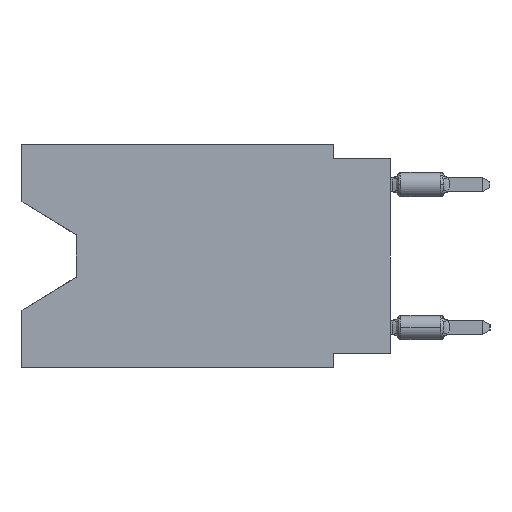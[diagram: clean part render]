
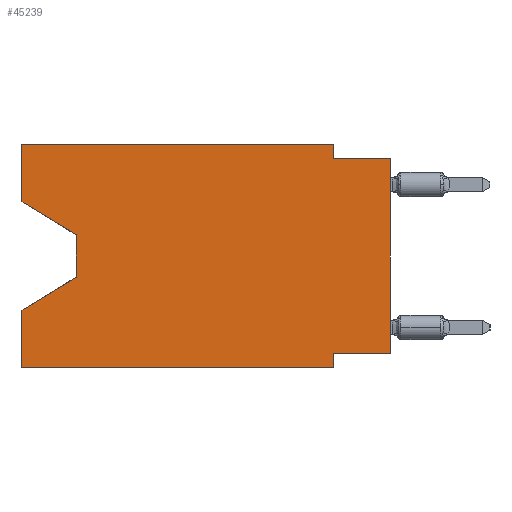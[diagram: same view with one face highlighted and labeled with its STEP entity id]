
A CAD part, left-side view. The second image highlights one B-rep face of the part: STEP entity #45239.
In plain terms, the highlighted planar face has unit normal (-1, 0, 0).
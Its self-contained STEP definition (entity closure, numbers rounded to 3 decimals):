
#247 = CARTESIAN_POINT ( 'NONE',  ( 0., 16.383, -2.546 ) ) ;
#619 = VECTOR ( 'NONE', #45111, 1000. ) ;
#645 = CARTESIAN_POINT ( 'NONE',  ( 0., 13.97, -4.013 ) ) ;
#1001 = VERTEX_POINT ( 'NONE', #48118 ) ;
#1433 = DIRECTION ( 'NONE',  ( 0., -1., 0. ) ) ;
#1435 = EDGE_CURVE ( 'NONE', #4349, #29748, #47312, .T. ) ;
#2174 = CARTESIAN_POINT ( 'NONE',  ( 0., 2.54, 0. ) ) ;
#2712 = CARTESIAN_POINT ( 'NONE',  ( 0., 16.383, 0. ) ) ;
#2919 = VECTOR ( 'NONE', #16467, 1000. ) ;
#3076 = DIRECTION ( 'NONE',  ( 0., 0., 1. ) ) ;
#4349 = VERTEX_POINT ( 'NONE', #28311 ) ;
#5323 = VECTOR ( 'NONE', #35234, 1000. ) ;
#5708 = VECTOR ( 'NONE', #17678, 1000. ) ;
#5727 = DIRECTION ( 'NONE',  ( 0., 1., 0. ) ) ;
#5818 = LINE ( 'NONE', #36316, #34989 ) ;
#6681 = VERTEX_POINT ( 'NONE', #12194 ) ;
#6981 = DIRECTION ( 'NONE',  ( 0., 0., 1. ) ) ;
#7319 = EDGE_CURVE ( 'NONE', #28702, #49338, #47853, .T. ) ;
#7995 = LINE ( 'NONE', #26461, #30533 ) ;
#8504 = VECTOR ( 'NONE', #6981, 1000. ) ;
#9508 = ORIENTED_EDGE ( 'NONE', *, *, #18529, .F. ) ;
#10888 = VERTEX_POINT ( 'NONE', #15514 ) ;
#12013 = CARTESIAN_POINT ( 'NONE',  ( 0., 0., -9.271 ) ) ;
#12194 = CARTESIAN_POINT ( 'NONE',  ( 0., 0., -9.271 ) ) ;
#12241 = VECTOR ( 'NONE', #1433, 1000. ) ;
#12484 = CARTESIAN_POINT ( 'NONE',  ( 0., 16.383, 0. ) ) ;
#12881 = EDGE_CURVE ( 'NONE', #19558, #28702, #24693, .T. ) ;
#13257 = FACE_OUTER_BOUND ( 'NONE', #14124, .T. ) ;
#14038 = VECTOR ( 'NONE', #29625, 1000. ) ;
#14124 = EDGE_LOOP ( 'NONE', ( #43221, #35671, #32772, #28671, #22354, #24742, #32117, #35131, #9508, #35304, #41697, #26960 ) ) ;
#14260 = CARTESIAN_POINT ( 'NONE',  ( 0., 16.383, 0. ) ) ;
#14383 = LINE ( 'NONE', #22123, #14038 ) ;
#15245 = CARTESIAN_POINT ( 'NONE',  ( 0., 2.54, 0. ) ) ;
#15514 = CARTESIAN_POINT ( 'NONE',  ( 0., 2.54, -9.271 ) ) ;
#16467 = DIRECTION ( 'NONE',  ( 0., 0., 1. ) ) ;
#17500 = PLANE ( 'NONE',  #28160 ) ;
#17678 = DIRECTION ( 'NONE',  ( 0., -1., 0. ) ) ;
#18164 = CARTESIAN_POINT ( 'NONE',  ( 0., 16.383, 0. ) ) ;
#18529 = EDGE_CURVE ( 'NONE', #49338, #21159, #14383, .T. ) ;
#18924 = CARTESIAN_POINT ( 'NONE',  ( 0., 16.383, -9.906 ) ) ;
#19558 = VERTEX_POINT ( 'NONE', #18164 ) ;
#20853 = VECTOR ( 'NONE', #40352, 1000. ) ;
#21159 = VERTEX_POINT ( 'NONE', #39646 ) ;
#21477 = CARTESIAN_POINT ( 'NONE',  ( 0., 16.383, 0. ) ) ;
#21764 = CARTESIAN_POINT ( 'NONE',  ( 0., 2.54, -0.635 ) ) ;
#21962 = LINE ( 'NONE', #21477, #8504 ) ;
#22123 = CARTESIAN_POINT ( 'NONE',  ( 0., 0., -0.635 ) ) ;
#22354 = ORIENTED_EDGE ( 'NONE', *, *, #27507, .T. ) ;
#24693 = LINE ( 'NONE', #2712, #5708 ) ;
#24742 = ORIENTED_EDGE ( 'NONE', *, *, #26826, .F. ) ;
#24977 = VERTEX_POINT ( 'NONE', #35826 ) ;
#25111 = CARTESIAN_POINT ( 'NONE',  ( 0., 13.97, -4.013 ) ) ;
#26461 = CARTESIAN_POINT ( 'NONE',  ( 0., 2.54, -9.906 ) ) ;
#26826 = EDGE_CURVE ( 'NONE', #10888, #24977, #7995, .T. ) ;
#26881 = VECTOR ( 'NONE', #36052, 1000. ) ;
#26960 = ORIENTED_EDGE ( 'NONE', *, *, #31585, .F. ) ;
#27507 = EDGE_CURVE ( 'NONE', #41890, #24977, #35917, .T. ) ;
#27954 = LINE ( 'NONE', #247, #5323 ) ;
#28160 = AXIS2_PLACEMENT_3D ( 'NONE', #14260, #28998, #28487 ) ;
#28311 = CARTESIAN_POINT ( 'NONE',  ( 0., 13.97, -5.893 ) ) ;
#28487 = DIRECTION ( 'NONE',  ( 0., 0., -1. ) ) ;
#28527 = CARTESIAN_POINT ( 'NONE',  ( 0., 13.97, -5.893 ) ) ;
#28671 = ORIENTED_EDGE ( 'NONE', *, *, #41618, .F. ) ;
#28702 = VERTEX_POINT ( 'NONE', #2174 ) ;
#28998 = DIRECTION ( 'NONE',  ( 1., 0., 0. ) ) ;
#29625 = DIRECTION ( 'NONE',  ( 0., -1., 0. ) ) ;
#29748 = VERTEX_POINT ( 'NONE', #42281 ) ;
#30533 = VECTOR ( 'NONE', #45743, 1000. ) ;
#31585 = EDGE_CURVE ( 'NONE', #1001, #19558, #21962, .T. ) ;
#32117 = ORIENTED_EDGE ( 'NONE', *, *, #36247, .F. ) ;
#32772 = ORIENTED_EDGE ( 'NONE', *, *, #1435, .T. ) ;
#33363 = LINE ( 'NONE', #25111, #619 ) ;
#33594 = EDGE_CURVE ( 'NONE', #35365, #4349, #33363, .T. ) ;
#34989 = VECTOR ( 'NONE', #3076, 1000. ) ;
#35131 = ORIENTED_EDGE ( 'NONE', *, *, #43539, .T. ) ;
#35234 = DIRECTION ( 'NONE',  ( 0., -0.855, -0.519 ) ) ;
#35304 = ORIENTED_EDGE ( 'NONE', *, *, #7319, .F. ) ;
#35365 = VERTEX_POINT ( 'NONE', #645 ) ;
#35671 = ORIENTED_EDGE ( 'NONE', *, *, #33594, .T. ) ;
#35826 = CARTESIAN_POINT ( 'NONE',  ( 0., 2.54, -9.906 ) ) ;
#35917 = LINE ( 'NONE', #39674, #12241 ) ;
#36052 = DIRECTION ( 'NONE',  ( 0., 0.855, -0.519 ) ) ;
#36247 = EDGE_CURVE ( 'NONE', #6681, #10888, #46275, .T. ) ;
#36316 = CARTESIAN_POINT ( 'NONE',  ( 0., 0., 0. ) ) ;
#39646 = CARTESIAN_POINT ( 'NONE',  ( 0., 0., -0.635 ) ) ;
#39674 = CARTESIAN_POINT ( 'NONE',  ( 0., 16.383, -9.906 ) ) ;
#40352 = DIRECTION ( 'NONE',  ( 0., 0., -1. ) ) ;
#41525 = EDGE_CURVE ( 'NONE', #1001, #35365, #27954, .T. ) ;
#41618 = EDGE_CURVE ( 'NONE', #41890, #29748, #46502, .T. ) ;
#41697 = ORIENTED_EDGE ( 'NONE', *, *, #12881, .F. ) ;
#41890 = VERTEX_POINT ( 'NONE', #18924 ) ;
#42281 = CARTESIAN_POINT ( 'NONE',  ( 0., 16.383, -7.36 ) ) ;
#43221 = ORIENTED_EDGE ( 'NONE', *, *, #41525, .T. ) ;
#43539 = EDGE_CURVE ( 'NONE', #6681, #21159, #5818, .T. ) ;
#45111 = DIRECTION ( 'NONE',  ( 0., 0., -1. ) ) ;
#45239 = ADVANCED_FACE ( 'NONE', ( #13257 ), #17500, .F. ) ;
#45743 = DIRECTION ( 'NONE',  ( 0., 0., -1. ) ) ;
#46275 = LINE ( 'NONE', #12013, #47893 ) ;
#46502 = LINE ( 'NONE', #12484, #2919 ) ;
#47312 = LINE ( 'NONE', #28527, #26881 ) ;
#47853 = LINE ( 'NONE', #15245, #20853 ) ;
#47893 = VECTOR ( 'NONE', #5727, 1000. ) ;
#48118 = CARTESIAN_POINT ( 'NONE',  ( 0., 16.383, -2.546 ) ) ;
#49338 = VERTEX_POINT ( 'NONE', #21764 ) ;
